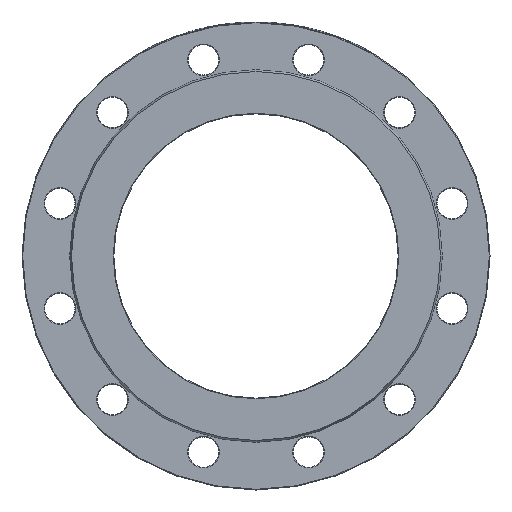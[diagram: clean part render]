
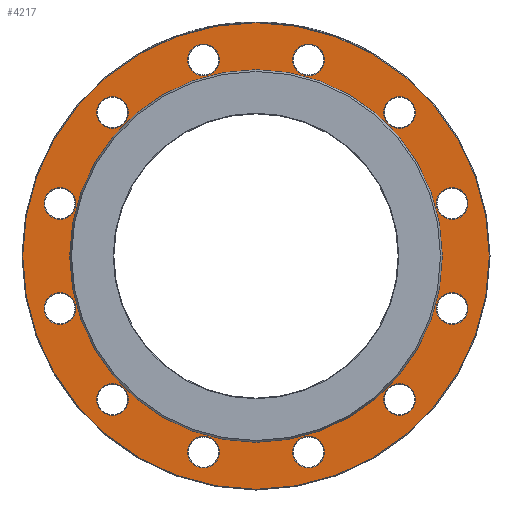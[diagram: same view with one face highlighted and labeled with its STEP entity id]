
A CAD part, left-side view. The second image highlights one B-rep face of the part: STEP entity #4217.
In plain terms, the highlighted planar face has unit normal (-1, 0, 0).
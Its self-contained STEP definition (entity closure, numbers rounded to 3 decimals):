
#91 = CARTESIAN_POINT ( 'NONE',  ( 3., -38.176, -142.474 ) ) ;
#97 = FACE_BOUND ( 'NONE', #752, .T. ) ;
#127 = EDGE_CURVE ( 'NONE', #8115, #8115, #436, .T. ) ;
#142 = FACE_BOUND ( 'NONE', #1935, .T. ) ;
#189 = FACE_BOUND ( 'NONE', #7419, .T. ) ;
#231 = AXIS2_PLACEMENT_3D ( 'NONE', #4544, #1677, #6079 ) ;
#233 = DIRECTION ( 'NONE',  ( 1., 0., 0. ) ) ;
#261 = VERTEX_POINT ( 'NONE', #9078 ) ;
#278 = AXIS2_PLACEMENT_3D ( 'NONE', #7543, #2367, #3244 ) ;
#310 = VERTEX_POINT ( 'NONE', #1758 ) ;
#436 = CIRCLE ( 'NONE', #2607, 11.5 ) ;
#532 = DIRECTION ( 'NONE',  ( 1., 0., 0. ) ) ;
#584 = CIRCLE ( 'NONE', #7079, 11.5 ) ;
#646 = CARTESIAN_POINT ( 'NONE',  ( 3., -142.474, 49.676 ) ) ;
#734 = EDGE_CURVE ( 'NONE', #3713, #3713, #8040, .T. ) ;
#752 = EDGE_LOOP ( 'NONE', ( #5697 ) ) ;
#753 = AXIS2_PLACEMENT_3D ( 'NONE', #91, #8278, #956 ) ;
#776 = FACE_OUTER_BOUND ( 'NONE', #9090, .T. ) ;
#867 = FACE_BOUND ( 'NONE', #5123, .T. ) ;
#956 = DIRECTION ( 'NONE',  ( 0., -1., 0. ) ) ;
#997 = AXIS2_PLACEMENT_3D ( 'NONE', #3104, #6676, #8285 ) ;
#1024 = ORIENTED_EDGE ( 'NONE', *, *, #6235, .T. ) ;
#1062 = DIRECTION ( 'NONE',  ( 0., 0.5, -0.866 ) ) ;
#1266 = DIRECTION ( 'NONE',  ( 0., 1., 0. ) ) ;
#1371 = CIRCLE ( 'NONE', #4163, 135.336 ) ;
#1503 = FACE_BOUND ( 'NONE', #8778, .T. ) ;
#1591 = ORIENTED_EDGE ( 'NONE', *, *, #734, .T. ) ;
#1627 = AXIS2_PLACEMENT_3D ( 'NONE', #4855, #8635, #4030 ) ;
#1629 = DIRECTION ( 'NONE',  ( 1., 0., 0. ) ) ;
#1649 = EDGE_LOOP ( 'NONE', ( #1813 ) ) ;
#1677 = DIRECTION ( 'NONE',  ( 1., 0., 0. ) ) ;
#1758 = CARTESIAN_POINT ( 'NONE',  ( 3., -49.676, -142.474 ) ) ;
#1813 = ORIENTED_EDGE ( 'NONE', *, *, #5122, .T. ) ;
#1909 = CARTESIAN_POINT ( 'NONE',  ( 3., 28.217, -148.224 ) ) ;
#1935 = EDGE_LOOP ( 'NONE', ( #3598 ) ) ;
#2017 = ORIENTED_EDGE ( 'NONE', *, *, #2976, .T. ) ;
#2185 = ORIENTED_EDGE ( 'NONE', *, *, #4064, .T. ) ;
#2194 = EDGE_LOOP ( 'NONE', ( #7384 ) ) ;
#2240 = AXIS2_PLACEMENT_3D ( 'NONE', #9484, #4493, #2842 ) ;
#2304 = EDGE_LOOP ( 'NONE', ( #2017 ) ) ;
#2327 = FACE_BOUND ( 'NONE', #2304, .T. ) ;
#2367 = DIRECTION ( 'NONE',  ( 1., 0., 0. ) ) ;
#2374 = FACE_BOUND ( 'NONE', #6230, .T. ) ;
#2387 = CARTESIAN_POINT ( 'NONE',  ( 3., 0., 0. ) ) ;
#2445 = CIRCLE ( 'NONE', #278, 11.5 ) ;
#2508 = CARTESIAN_POINT ( 'NONE',  ( 3., 142.474, -38.176 ) ) ;
#2607 = AXIS2_PLACEMENT_3D ( 'NONE', #6296, #3404, #1266 ) ;
#2731 = CIRCLE ( 'NONE', #6442, 11.5 ) ;
#2842 = DIRECTION ( 'NONE',  ( 0., -0.866, 0.5 ) ) ;
#2921 = CIRCLE ( 'NONE', #753, 11.5 ) ;
#2976 = EDGE_CURVE ( 'NONE', #7674, #7674, #9574, .T. ) ;
#3069 = AXIS2_PLACEMENT_3D ( 'NONE', #2508, #7055, #5463 ) ;
#3104 = CARTESIAN_POINT ( 'NONE',  ( 3., 135.336, 0. ) ) ;
#3222 = CARTESIAN_POINT ( 'NONE',  ( 3., -28.217, 148.224 ) ) ;
#3244 = DIRECTION ( 'NONE',  ( 0., 0.866, -0.5 ) ) ;
#3272 = CARTESIAN_POINT ( 'NONE',  ( 3., -114.258, -98.548 ) ) ;
#3371 = CARTESIAN_POINT ( 'NONE',  ( 3., 98.548, -114.258 ) ) ;
#3404 = DIRECTION ( 'NONE',  ( 1., 0., 0. ) ) ;
#3411 = EDGE_CURVE ( 'NONE', #310, #310, #2921, .T. ) ;
#3598 = ORIENTED_EDGE ( 'NONE', *, *, #3411, .T. ) ;
#3713 = VERTEX_POINT ( 'NONE', #6024 ) ;
#3749 = DIRECTION ( 'NONE',  ( -1., 0., 0. ) ) ;
#3830 = PLANE ( 'NONE',  #997 ) ;
#3835 = CARTESIAN_POINT ( 'NONE',  ( 3., -38.176, 142.474 ) ) ;
#4030 = DIRECTION ( 'NONE',  ( 0., -0.5, -0.866 ) ) ;
#4064 = EDGE_CURVE ( 'NONE', #7827, #7827, #8120, .T. ) ;
#4163 = AXIS2_PLACEMENT_3D ( 'NONE', #6127, #7781, #6994 ) ;
#4198 = CARTESIAN_POINT ( 'NONE',  ( 3., -98.548, 114.258 ) ) ;
#4217 = ADVANCED_FACE ( 'NONE', ( #8337, #8968, #97, #2327, #1503, #8241, #9007, #189, #142, #867, #4468, #2374, #776, #4512 ), #3830, .F. ) ;
#4468 = FACE_BOUND ( 'NONE', #1649, .T. ) ;
#4493 = DIRECTION ( 'NONE',  ( 1., 0., 0. ) ) ;
#4502 = DIRECTION ( 'NONE',  ( 0., -0.5, 0.866 ) ) ;
#4512 = FACE_BOUND ( 'NONE', #8297, .T. ) ;
#4544 = CARTESIAN_POINT ( 'NONE',  ( 3., -104.298, 104.298 ) ) ;
#4699 = CARTESIAN_POINT ( 'NONE',  ( 3., 142.474, 38.176 ) ) ;
#4781 = CARTESIAN_POINT ( 'NONE',  ( 3., 0., 135.336 ) ) ;
#4855 = CARTESIAN_POINT ( 'NONE',  ( 3., 104.298, -104.298 ) ) ;
#4978 = EDGE_LOOP ( 'NONE', ( #7868 ) ) ;
#5085 = CIRCLE ( 'NONE', #3069, 11.5 ) ;
#5122 = EDGE_CURVE ( 'NONE', #7725, #7725, #9387, .T. ) ;
#5123 = EDGE_LOOP ( 'NONE', ( #6846 ) ) ;
#5201 = AXIS2_PLACEMENT_3D ( 'NONE', #8047, #532, #7998 ) ;
#5289 = DIRECTION ( 'NONE',  ( 1., 0., 0. ) ) ;
#5326 = EDGE_CURVE ( 'NONE', #5447, #5447, #7049, .T. ) ;
#5419 = EDGE_CURVE ( 'NONE', #6843, #6843, #2731, .T. ) ;
#5447 = VERTEX_POINT ( 'NONE', #1909 ) ;
#5463 = DIRECTION ( 'NONE',  ( 0., 0., -1. ) ) ;
#5494 = CARTESIAN_POINT ( 'NONE',  ( 3., 142.474, -49.676 ) ) ;
#5694 = CARTESIAN_POINT ( 'NONE',  ( 3., 148.224, 28.217 ) ) ;
#5697 = ORIENTED_EDGE ( 'NONE', *, *, #127, .T. ) ;
#5715 = EDGE_CURVE ( 'NONE', #6893, #6893, #5085, .T. ) ;
#5753 = EDGE_LOOP ( 'NONE', ( #6583 ) ) ;
#5824 = EDGE_CURVE ( 'NONE', #8457, #8457, #1371, .T. ) ;
#5830 = VERTEX_POINT ( 'NONE', #646 ) ;
#5965 = CIRCLE ( 'NONE', #8451, 11.5 ) ;
#6011 = DIRECTION ( 'NONE',  ( 0., 0.866, 0.5 ) ) ;
#6024 = CARTESIAN_POINT ( 'NONE',  ( 3., 0., -169.5 ) ) ;
#6068 = CARTESIAN_POINT ( 'NONE',  ( 3., 49.676, 142.474 ) ) ;
#6079 = DIRECTION ( 'NONE',  ( 0., 0.5, 0.866 ) ) ;
#6124 = ORIENTED_EDGE ( 'NONE', *, *, #7602, .T. ) ;
#6127 = CARTESIAN_POINT ( 'NONE',  ( 3., 0., 0. ) ) ;
#6142 = CARTESIAN_POINT ( 'NONE',  ( 3., -142.474, 38.176 ) ) ;
#6217 = CARTESIAN_POINT ( 'NONE',  ( 3., -148.224, -28.217 ) ) ;
#6230 = EDGE_LOOP ( 'NONE', ( #7843 ) ) ;
#6235 = EDGE_CURVE ( 'NONE', #261, #261, #2445, .T. ) ;
#6296 = CARTESIAN_POINT ( 'NONE',  ( 3., 38.176, 142.474 ) ) ;
#6430 = CIRCLE ( 'NONE', #231, 11.5 ) ;
#6442 = AXIS2_PLACEMENT_3D ( 'NONE', #9094, #1629, #4502 ) ;
#6583 = ORIENTED_EDGE ( 'NONE', *, *, #8372, .T. ) ;
#6676 = DIRECTION ( 'NONE',  ( 1., 0., 0. ) ) ;
#6843 = VERTEX_POINT ( 'NONE', #6217 ) ;
#6846 = ORIENTED_EDGE ( 'NONE', *, *, #5326, .T. ) ;
#6893 = VERTEX_POINT ( 'NONE', #5494 ) ;
#6905 = ORIENTED_EDGE ( 'NONE', *, *, #5824, .F. ) ;
#6994 = DIRECTION ( 'NONE',  ( 0., 0., 1. ) ) ;
#7049 = CIRCLE ( 'NONE', #5201, 11.5 ) ;
#7055 = DIRECTION ( 'NONE',  ( 1., 0., 0. ) ) ;
#7079 = AXIS2_PLACEMENT_3D ( 'NONE', #6142, #233, #8331 ) ;
#7132 = EDGE_LOOP ( 'NONE', ( #1024 ) ) ;
#7142 = VERTEX_POINT ( 'NONE', #5694 ) ;
#7384 = ORIENTED_EDGE ( 'NONE', *, *, #9393, .T. ) ;
#7419 = EDGE_LOOP ( 'NONE', ( #2185 ) ) ;
#7543 = CARTESIAN_POINT ( 'NONE',  ( 3., 104.298, 104.298 ) ) ;
#7560 = AXIS2_PLACEMENT_3D ( 'NONE', #2387, #3749, #8299 ) ;
#7602 = EDGE_CURVE ( 'NONE', #7928, #7928, #6430, .T. ) ;
#7674 = VERTEX_POINT ( 'NONE', #3222 ) ;
#7725 = VERTEX_POINT ( 'NONE', #3371 ) ;
#7781 = DIRECTION ( 'NONE',  ( -1., 0., 0. ) ) ;
#7827 = VERTEX_POINT ( 'NONE', #3272 ) ;
#7843 = ORIENTED_EDGE ( 'NONE', *, *, #5715, .T. ) ;
#7868 = ORIENTED_EDGE ( 'NONE', *, *, #5419, .T. ) ;
#7928 = VERTEX_POINT ( 'NONE', #4198 ) ;
#7998 = DIRECTION ( 'NONE',  ( 0., -0.866, -0.5 ) ) ;
#8032 = AXIS2_PLACEMENT_3D ( 'NONE', #3835, #5289, #6011 ) ;
#8040 = CIRCLE ( 'NONE', #7560, 169.5 ) ;
#8047 = CARTESIAN_POINT ( 'NONE',  ( 3., 38.176, -142.474 ) ) ;
#8115 = VERTEX_POINT ( 'NONE', #6068 ) ;
#8120 = CIRCLE ( 'NONE', #2240, 11.5 ) ;
#8241 = FACE_BOUND ( 'NONE', #2194, .T. ) ;
#8278 = DIRECTION ( 'NONE',  ( 1., 0., 0. ) ) ;
#8285 = DIRECTION ( 'NONE',  ( 0., 0., -1. ) ) ;
#8297 = EDGE_LOOP ( 'NONE', ( #6905 ) ) ;
#8299 = DIRECTION ( 'NONE',  ( 0., 0., -1. ) ) ;
#8331 = DIRECTION ( 'NONE',  ( 0., 0., 1. ) ) ;
#8337 = FACE_BOUND ( 'NONE', #5753, .T. ) ;
#8372 = EDGE_CURVE ( 'NONE', #7142, #7142, #5965, .T. ) ;
#8451 = AXIS2_PLACEMENT_3D ( 'NONE', #4699, #9157, #1062 ) ;
#8457 = VERTEX_POINT ( 'NONE', #4781 ) ;
#8635 = DIRECTION ( 'NONE',  ( 1., 0., 0. ) ) ;
#8778 = EDGE_LOOP ( 'NONE', ( #6124 ) ) ;
#8968 = FACE_BOUND ( 'NONE', #7132, .T. ) ;
#9007 = FACE_BOUND ( 'NONE', #4978, .T. ) ;
#9078 = CARTESIAN_POINT ( 'NONE',  ( 3., 114.258, 98.548 ) ) ;
#9090 = EDGE_LOOP ( 'NONE', ( #1591 ) ) ;
#9094 = CARTESIAN_POINT ( 'NONE',  ( 3., -142.474, -38.176 ) ) ;
#9157 = DIRECTION ( 'NONE',  ( 1., 0., 0. ) ) ;
#9387 = CIRCLE ( 'NONE', #1627, 11.5 ) ;
#9393 = EDGE_CURVE ( 'NONE', #5830, #5830, #584, .T. ) ;
#9484 = CARTESIAN_POINT ( 'NONE',  ( 3., -104.298, -104.298 ) ) ;
#9574 = CIRCLE ( 'NONE', #8032, 11.5 ) ;
